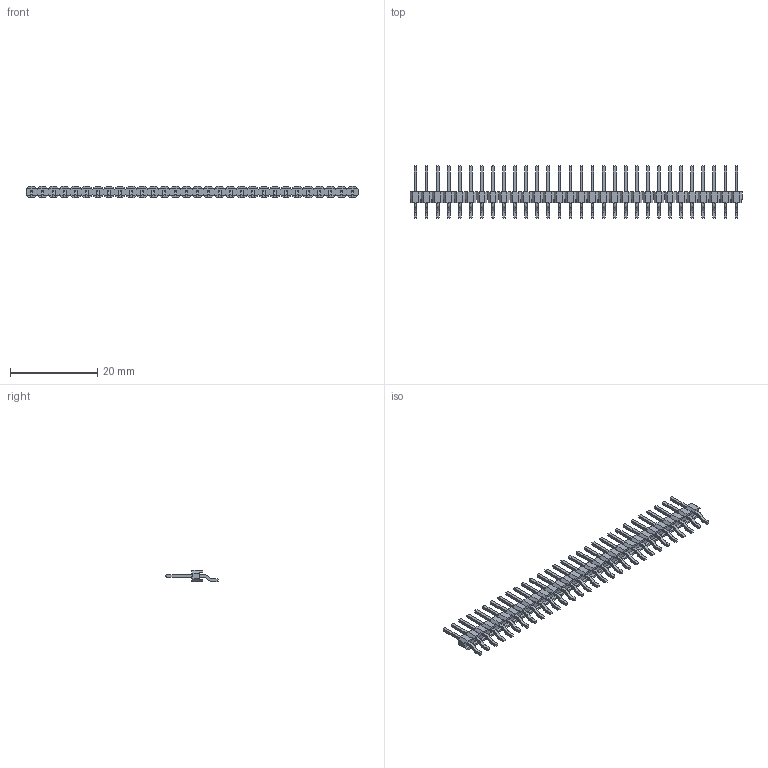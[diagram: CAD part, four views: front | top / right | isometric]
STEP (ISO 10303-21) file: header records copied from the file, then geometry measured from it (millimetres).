
FILE_DESCRIPTION(('STEP AP214'), '1');
FILE_NAME('DS1025 (PLS-T CONNFLY)', '2019-06-30T13:26:47', ('Che'), (''), 'ASCON STEP Converter 1.3', 'ASCON Math Kernel', '');
FILE_SCHEMA(('AUTOMOTIVE_DESIGN { 1 0 10303 214 3 1 1}'));
Length unit declared in the file: millimetre
Bounding box: 76.2 x 12.1 x 2.54 mm (x, y, z)
Volume: 470.4 mm3; surface area: 1677.8 mm2
Topology: 1 solids, 1 shells, 1237 faces, 3198 edges, 2052 vertices
Faces by surface type: plane 1117, cylinder 120
Entity records: 46752 total; most frequent: CARTESIAN_POINT 6488, ORIENTED_EDGE 6396, DIRECTION 5914, EDGE_CURVE 3198, LINE 2958, VECTOR 2958, VERTEX_POINT 2052, AXIS2_PLACEMENT_3D 1478
